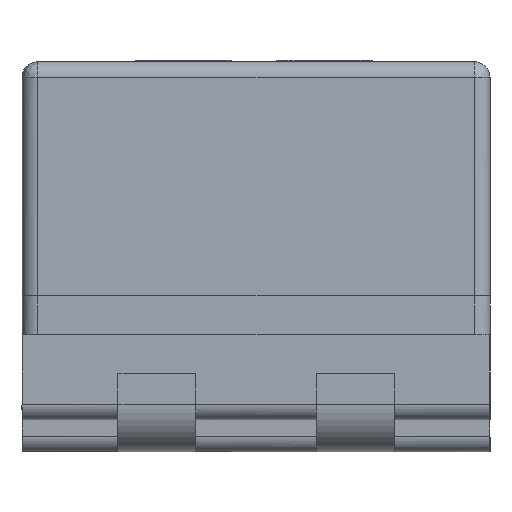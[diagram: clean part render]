
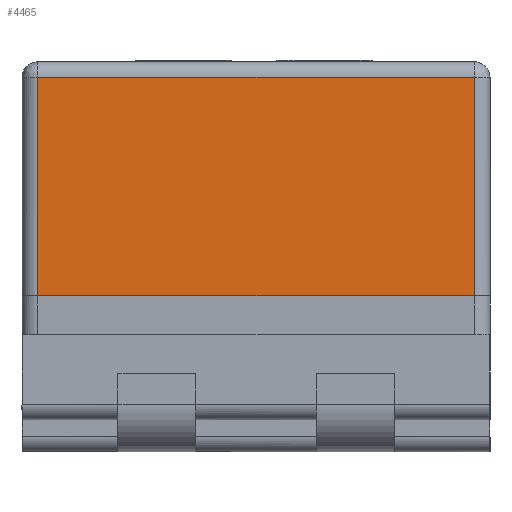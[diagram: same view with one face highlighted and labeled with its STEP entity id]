
A CAD part, left-side view. The second image highlights one B-rep face of the part: STEP entity #4465.
In plain terms, the highlighted free-form (B-spline) face has degree [1, 1] with [2, 2] control points.
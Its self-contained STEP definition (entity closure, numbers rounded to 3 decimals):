
#4163 = VERTEX_POINT('',#4164);
#4164 = CARTESIAN_POINT('',(-5.233,-3.185,
    5.461));
#4172 = EDGE_CURVE('',#4173,#4163,#4175,.T.);
#4173 = VERTEX_POINT('',#4174);
#4174 = CARTESIAN_POINT('',(-5.233,-3.185,
    2.275));
#4175 = B_SPLINE_CURVE_WITH_KNOTS('',1,(#4176,#4177),.UNSPECIFIED.,.F.,
  .F.,(2,2),(-3.,-0.2),.PIECEWISE_BEZIER_KNOTS.);
#4176 = CARTESIAN_POINT('',(-5.233,-3.185,
    2.275));
#4177 = CARTESIAN_POINT('',(-5.233,-3.185,
    5.461));
#4364 = EDGE_CURVE('',#4365,#4173,#4367,.T.);
#4365 = VERTEX_POINT('',#4366);
#4366 = CARTESIAN_POINT('',(-5.233,3.185,2.275
    ));
#4367 = B_SPLINE_CURVE_WITH_KNOTS('',1,(#4368,#4369),.UNSPECIFIED.,.F.,
  .F.,(2,2),(0.2,5.8),.PIECEWISE_BEZIER_KNOTS.);
#4368 = CARTESIAN_POINT('',(-5.233,3.185,2.275
    ));
#4369 = CARTESIAN_POINT('',(-5.233,-3.185,
    2.275));
#4465 = ADVANCED_FACE('',(#4466),#4482,.F.);
#4466 = FACE_BOUND('',#4467,.T.);
#4467 = EDGE_LOOP('',(#4468,#4475,#4480,#4481));
#4468 = ORIENTED_EDGE('',*,*,#4469,.T.);
#4469 = EDGE_CURVE('',#4163,#4470,#4472,.T.);
#4470 = VERTEX_POINT('',#4471);
#4471 = CARTESIAN_POINT('',(-5.233,3.185,
    5.461));
#4472 = B_SPLINE_CURVE_WITH_KNOTS('',1,(#4473,#4474),.UNSPECIFIED.,.F.,
  .F.,(2,2),(-5.8,-0.2),.PIECEWISE_BEZIER_KNOTS.);
#4473 = CARTESIAN_POINT('',(-5.233,-3.185,
    5.461));
#4474 = CARTESIAN_POINT('',(-5.233,3.185,
    5.461));
#4475 = ORIENTED_EDGE('',*,*,#4476,.T.);
#4476 = EDGE_CURVE('',#4470,#4365,#4477,.T.);
#4477 = B_SPLINE_CURVE_WITH_KNOTS('',1,(#4478,#4479),.UNSPECIFIED.,.F.,
  .F.,(2,2),(0.2,3.),.PIECEWISE_BEZIER_KNOTS.);
#4478 = CARTESIAN_POINT('',(-5.233,3.185,
    5.461));
#4479 = CARTESIAN_POINT('',(-5.233,3.185,2.275
    ));
#4480 = ORIENTED_EDGE('',*,*,#4364,.T.);
#4481 = ORIENTED_EDGE('',*,*,#4172,.T.);
#4482 = B_SPLINE_SURFACE_WITH_KNOTS('',1,1,(
    (#4483,#4484)
    ,(#4485,#4486
    )),.UNSPECIFIED.,.F.,.F.,.F.,(2,2),(2,2),(-5.8,-0.2),(-3.,-0.2),
  .PIECEWISE_BEZIER_KNOTS.);
#4483 = CARTESIAN_POINT('',(-5.233,-3.185,
    2.275));
#4484 = CARTESIAN_POINT('',(-5.233,-3.185,
    5.461));
#4485 = CARTESIAN_POINT('',(-5.233,3.185,2.275
    ));
#4486 = CARTESIAN_POINT('',(-5.233,3.185,
    5.461));
